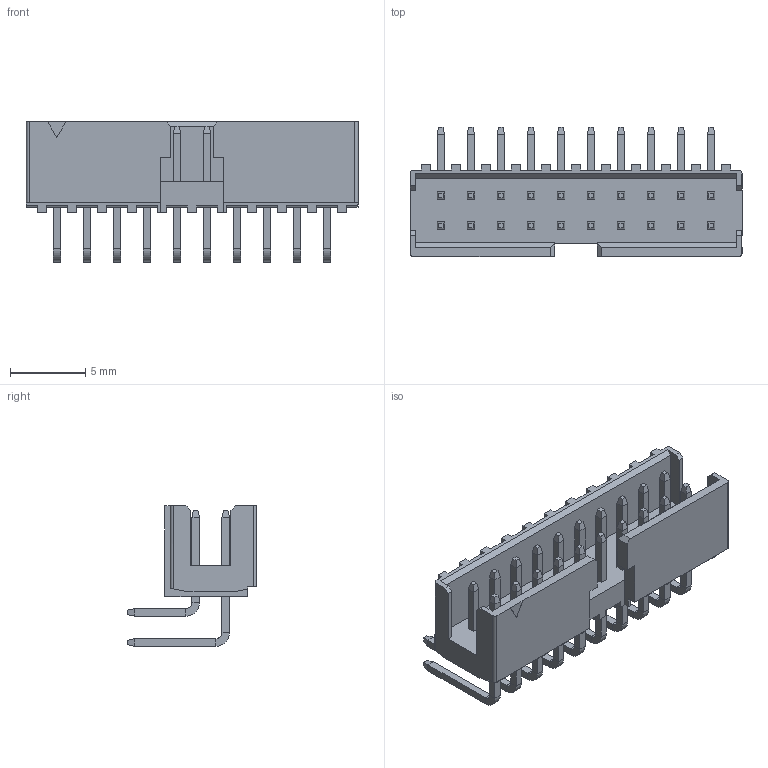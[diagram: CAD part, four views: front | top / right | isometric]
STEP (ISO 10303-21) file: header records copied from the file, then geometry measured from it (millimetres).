
FILE_DESCRIPTION( ('This file contains a STEP AP42 implementation' ,'as created by ZW3D STEP Interface translator.') ,'2;1' );
FILE_NAME( '3122-XXRXXBK00X1.stp' ,'2312 7. 83817', (''), ('ZWCAD Software Co.'), 'Version 1.0', 'ZW3D to STEP translator', '' );
FILE_SCHEMA(('AUTOMOTIVE_DESIGN { 1 0 10303 214 1 1 1 1 }'));
Length unit declared in the file: millimetre
Products named in the file (1): 0
Bounding box: 22.1 x 8.61 x 9.35 mm (x, y, z)
Volume: 402.7 mm3; surface area: 1251.4 mm2
Topology: 1 solids, 1 shells, 738 faces, 1690 edges, 1004 vertices
Faces by surface type: plane 691, cylinder 44, bspline 3
Entity records: 20857 total; most frequent: CARTESIAN_POINT 4042, ORIENTED_EDGE 3368, DIRECTION 3046, EDGE_CURVE 1684, VECTOR 1398, LINE 1398, VERTEX_POINT 988, AXIS2_PLACEMENT_3D 824
